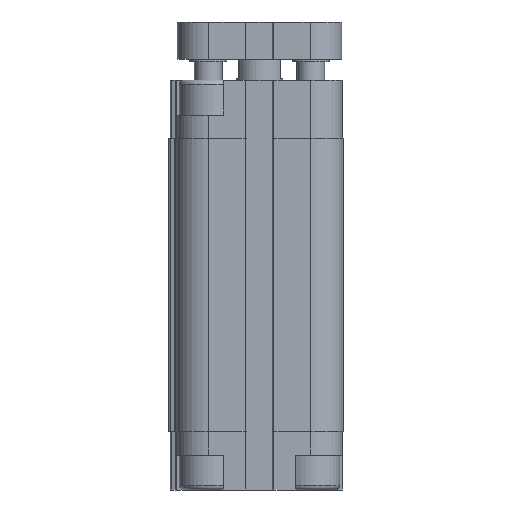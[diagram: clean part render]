
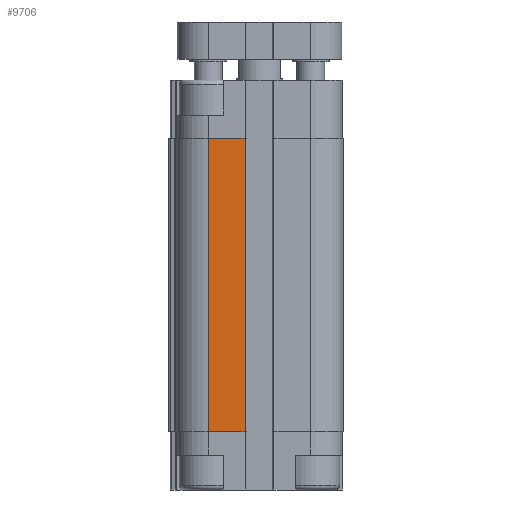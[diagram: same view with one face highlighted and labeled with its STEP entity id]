
A CAD part, left-side view. The second image highlights one B-rep face of the part: STEP entity #9706.
In plain terms, the highlighted face is planar.
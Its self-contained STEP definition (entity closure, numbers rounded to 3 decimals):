
#338=LINE('',#15374,#1198);
#339=LINE('',#15376,#1199);
#340=LINE('',#15378,#1200);
#341=LINE('',#15380,#1201);
#1198=VECTOR('',#11984,1000.);
#1199=VECTOR('',#11987,1000.);
#1200=VECTOR('',#11988,1000.);
#1201=VECTOR('',#11989,1000.);
#1832=PLANE('',#10444);
#3190=ORIENTED_EDGE('',*,*,#5818,.F.);
#3191=ORIENTED_EDGE('',*,*,#5817,.F.);
#3192=ORIENTED_EDGE('',*,*,#5819,.T.);
#3193=ORIENTED_EDGE('',*,*,#5820,.T.);
#5817=EDGE_CURVE('',#7130,#7129,#338,.T.);
#5818=EDGE_CURVE('',#7129,#7131,#339,.T.);
#5819=EDGE_CURVE('',#7130,#7132,#340,.T.);
#5820=EDGE_CURVE('',#7132,#7131,#341,.T.);
#7129=VERTEX_POINT('',#15371);
#7130=VERTEX_POINT('',#15373);
#7131=VERTEX_POINT('',#15377);
#7132=VERTEX_POINT('',#15379);
#8223=EDGE_LOOP('',(#3190,#3191,#3192,#3193));
#8953=FACE_BOUND('',#8223,.T.);
#9706=ADVANCED_FACE('',(#8953),#1832,.T.);
#10444=AXIS2_PLACEMENT_3D('',#15375,#11985,#11986);
#11984=DIRECTION('',(0.,0.,1.));
#11985=DIRECTION('',(1.,0.,0.));
#11986=DIRECTION('',(0.,0.,-1.));
#11987=DIRECTION('',(0.,1.,0.));
#11988=DIRECTION('',(0.,1.,0.));
#11989=DIRECTION('',(0.,0.,1.));
#15371=CARTESIAN_POINT('',(18.,-11.,-12.5));
#15373=CARTESIAN_POINT('',(18.,-11.,-75.5));
#15374=CARTESIAN_POINT('',(18.,-11.,-75.5));
#15375=CARTESIAN_POINT('',(18.,-11.,-75.5));
#15376=CARTESIAN_POINT('',(18.,-11.,-12.5));
#15377=CARTESIAN_POINT('',(18.,-3.1,-12.5));
#15378=CARTESIAN_POINT('',(18.,-11.,-75.5));
#15379=CARTESIAN_POINT('',(18.,-3.1,-75.5));
#15380=CARTESIAN_POINT('',(18.,-3.1,-75.5));
